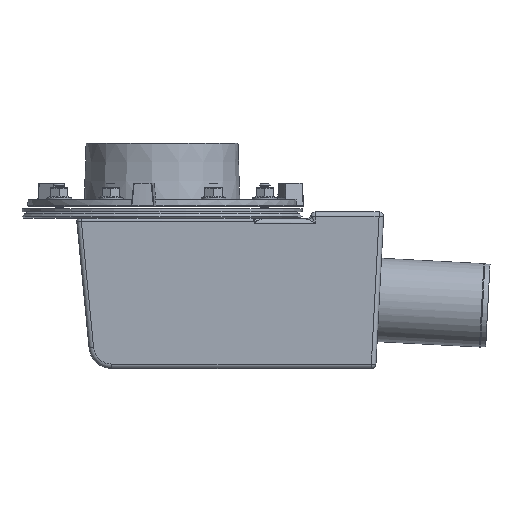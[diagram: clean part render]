
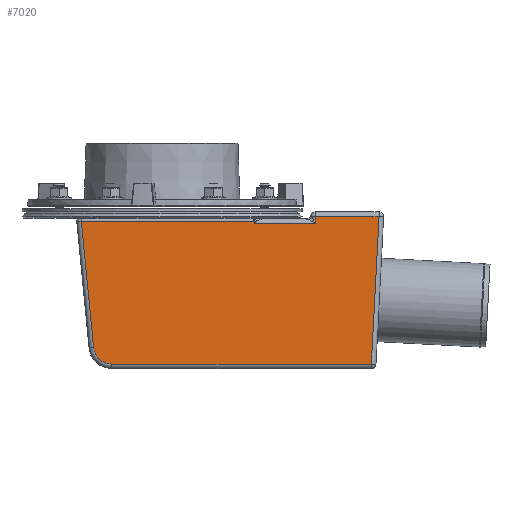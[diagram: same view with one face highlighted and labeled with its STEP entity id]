
A CAD part, front view. The second image highlights one B-rep face of the part: STEP entity #7020.
In plain terms, the highlighted planar face has unit normal (0, -1, 0).
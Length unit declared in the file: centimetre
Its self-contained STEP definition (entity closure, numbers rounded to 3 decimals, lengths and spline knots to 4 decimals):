
#70=B_SPLINE_CURVE_WITH_KNOTS('',3,(#12430,#12431,#12432,#12433,#12434,
#12435),.UNSPECIFIED.,.F.,.F.,(4,2,4),(0.,1.7056,1.7136),
 .UNSPECIFIED.);
#80=B_SPLINE_CURVE_WITH_KNOTS('',3,(#12647,#12648,#12649,#12650,#12651,
#12652),.UNSPECIFIED.,.F.,.F.,(4,1,1,4),(-0.3235,-0.1849,
-0.0924,0.),.UNSPECIFIED.);
#429=PLANE('',#8610);
#1088=FACE_OUTER_BOUND('',#1634,.T.);
#1634=EDGE_LOOP('',(#5251,#5252,#5253,#5254,#5255,#5256,#5257,#5258,#5259,
#5260));
#2191=CIRCLE('',#8501,16.);
#2704=VERTEX_POINT('',#12336);
#2705=VERTEX_POINT('',#12338);
#2708=VERTEX_POINT('',#12346);
#2728=VERTEX_POINT('',#12401);
#2729=VERTEX_POINT('',#12428);
#2730=VERTEX_POINT('',#12429);
#2736=VERTEX_POINT('',#12534);
#2764=VERTEX_POINT('',#12907);
#2767=VERTEX_POINT('',#12973);
#2788=VERTEX_POINT('',#13446);
#3527=EDGE_CURVE('',#2704,#2705,#2191,.T.);
#3532=EDGE_CURVE('',#2708,#2704,#7525,.T.);
#3556=EDGE_CURVE('',#2705,#2728,#7542,.T.);
#3558=EDGE_CURVE('',#2729,#2730,#70,.T.);
#3577=EDGE_CURVE('',#2736,#2729,#80,.T.);
#3581=EDGE_CURVE('',#2728,#2736,#7544,.T.);
#3619=EDGE_CURVE('',#2764,#2767,#7555,.T.);
#3620=EDGE_CURVE('',#2730,#2764,#7556,.T.);
#3661=EDGE_CURVE('',#2788,#2708,#7570,.T.);
#3662=EDGE_CURVE('',#2767,#2788,#7571,.T.);
#5251=ORIENTED_EDGE('',*,*,#3527,.F.);
#5252=ORIENTED_EDGE('',*,*,#3532,.F.);
#5253=ORIENTED_EDGE('',*,*,#3661,.F.);
#5254=ORIENTED_EDGE('',*,*,#3662,.F.);
#5255=ORIENTED_EDGE('',*,*,#3619,.F.);
#5256=ORIENTED_EDGE('',*,*,#3620,.F.);
#5257=ORIENTED_EDGE('',*,*,#3558,.F.);
#5258=ORIENTED_EDGE('',*,*,#3577,.F.);
#5259=ORIENTED_EDGE('',*,*,#3581,.F.);
#5260=ORIENTED_EDGE('',*,*,#3556,.F.);
#7020=ADVANCED_FACE('',(#1088),#429,.T.);
#7525=LINE('',#12348,#7923);
#7542=LINE('',#12402,#7940);
#7544=LINE('',#12663,#7942);
#7555=LINE('',#12977,#7953);
#7556=LINE('',#12979,#7954);
#7570=LINE('',#13448,#7968);
#7571=LINE('',#13450,#7969);
#7923=VECTOR('',#9988,1.);
#7940=VECTOR('',#10027,1.);
#7942=VECTOR('',#10055,1.);
#7953=VECTOR('',#10120,1.);
#7954=VECTOR('',#10123,1.);
#7968=VECTOR('',#10217,1.);
#7969=VECTOR('',#10220,1.);
#8501=AXIS2_PLACEMENT_3D('',#12339,#9977,#9978);
#8610=AXIS2_PLACEMENT_3D('',#13464,#10245,#10246);
#9977=DIRECTION('center_axis',(0.,1.,0.));
#9978=DIRECTION('ref_axis',(-0.815,0.,-0.58));
#9988=DIRECTION('',(-1.,0.,0.));
#10027=DIRECTION('',(-0.096,0.,0.995));
#10055=DIRECTION('',(1.,0.,0.));
#10120=DIRECTION('',(0.,0.,1.));
#10123=DIRECTION('',(1.,0.,0.));
#10217=DIRECTION('',(-0.052,0.,-0.999));
#10220=DIRECTION('',(1.,0.,0.));
#10245=DIRECTION('center_axis',(0.,-1.,0.));
#10246=DIRECTION('ref_axis',(0.,0.,-1.));
#12336=CARTESIAN_POINT('',(-43.968,-75.,-66.));
#12338=CARTESIAN_POINT('',(-59.8936,-75.,-51.5416));
#12339=CARTESIAN_POINT('Origin',(-43.968,-75.,-50.));
#12346=CARTESIAN_POINT('',(183.0759,-75.,-66.));
#12348=CARTESIAN_POINT('',(1.4855,-75.,-66.));
#12401=CARTESIAN_POINT('',(-70.5941,-75.,59.));
#12402=CARTESIAN_POINT('',(-61.2334,-75.,-37.7007));
#12428=CARTESIAN_POINT('',(80.1712,-75.,58.6878));
#12429=CARTESIAN_POINT('',(80.4674,-75.,57.));
#12430=CARTESIAN_POINT('Ctrl Pts',(80.1712,-75.,58.6878));
#12431=CARTESIAN_POINT('Ctrl Pts',(80.2739,-75.,58.1287));
#12432=CARTESIAN_POINT('Ctrl Pts',(80.3699,-75.,57.5683));
#12433=CARTESIAN_POINT('Ctrl Pts',(80.4665,-75.,57.0053));
#12434=CARTESIAN_POINT('Ctrl Pts',(80.4669,-75.,57.0026));
#12435=CARTESIAN_POINT('Ctrl Pts',(80.4674,-75.,57.));
#12534=CARTESIAN_POINT('',(80.0871,-75.,59.));
#12647=CARTESIAN_POINT('Ctrl Pts',(80.0871,-75.,59.));
#12648=CARTESIAN_POINT('Ctrl Pts',(80.1009,-75.,58.9559));
#12649=CARTESIAN_POINT('Ctrl Pts',(80.1233,-75.,58.8822));
#12650=CARTESIAN_POINT('Ctrl Pts',(80.1518,-75.,58.7782));
#12651=CARTESIAN_POINT('Ctrl Pts',(80.1656,-75.,58.7181));
#12652=CARTESIAN_POINT('Ctrl Pts',(80.1712,-75.,58.6878));
#12663=CARTESIAN_POINT('',(94.2684,-75.,59.));
#12907=CARTESIAN_POINT('',(134.,-75.,57.));
#12973=CARTESIAN_POINT('',(134.,-75.,63.));
#12977=CARTESIAN_POINT('',(134.,-75.,62.4069));
#12979=CARTESIAN_POINT('',(93.7172,-75.,57.));
#13446=CARTESIAN_POINT('',(189.8365,-75.,63.));
#13448=CARTESIAN_POINT('',(184.6002,-75.,-36.9162));
#13450=CARTESIAN_POINT('',(125.6508,-75.,63.));
#13464=CARTESIAN_POINT('Origin',(-63.3505,-75.,-5.6927));
